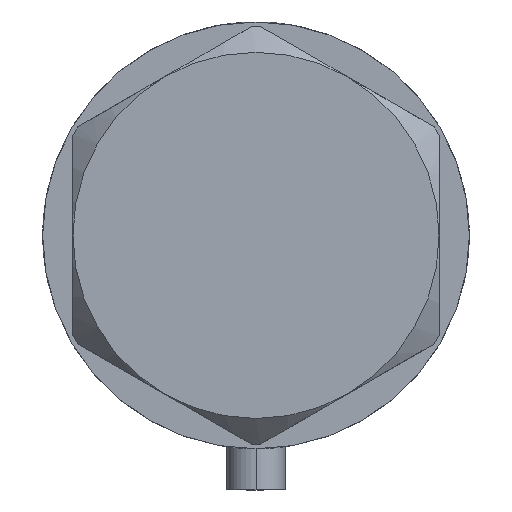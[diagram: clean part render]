
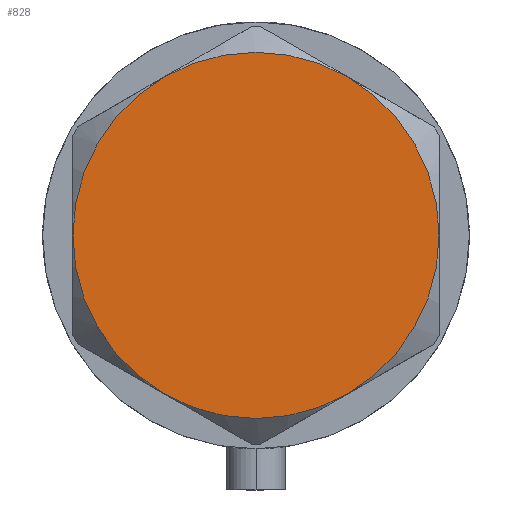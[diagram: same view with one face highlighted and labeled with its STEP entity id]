
A CAD part, left-side view. The second image highlights one B-rep face of the part: STEP entity #828.
In plain terms, the highlighted face is planar.
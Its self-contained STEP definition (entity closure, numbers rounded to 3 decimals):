
#163 = CARTESIAN_POINT ( 'NONE',  ( 18.875, 32.692, 13. ) ) ;
#174 = CARTESIAN_POINT ( 'NONE',  ( 0., 0., 13. ) ) ;
#240 = DIRECTION ( 'NONE',  ( 0., 0., 1. ) ) ;
#286 = CIRCLE ( 'NONE', #1453, 37.75 ) ;
#394 = DIRECTION ( 'NONE',  ( 0., 0., 1. ) ) ;
#620 = DIRECTION ( 'NONE',  ( 0., 0., 1. ) ) ;
#693 = CARTESIAN_POINT ( 'NONE',  ( 37.75, 0., 13. ) ) ;
#776 = EDGE_CURVE ( 'NONE', #3032, #2678, #4254, .T. ) ;
#828 = ADVANCED_FACE ( 'NONE', ( #2667 ), #2014, .T. ) ;
#914 = CARTESIAN_POINT ( 'NONE',  ( -37.75, 0., 13. ) ) ;
#960 = CARTESIAN_POINT ( 'NONE',  ( 0., 0., 13. ) ) ;
#1015 = AXIS2_PLACEMENT_3D ( 'NONE', #3642, #394, #2527 ) ;
#1062 = ORIENTED_EDGE ( 'NONE', *, *, #3385, .T. ) ;
#1107 = CARTESIAN_POINT ( 'NONE',  ( 0., 0., 13. ) ) ;
#1242 = DIRECTION ( 'NONE',  ( 1., 0., 0. ) ) ;
#1453 = AXIS2_PLACEMENT_3D ( 'NONE', #960, #240, #2347 ) ;
#1474 = CARTESIAN_POINT ( 'NONE',  ( 0., 0., 13. ) ) ;
#1523 = ORIENTED_EDGE ( 'NONE', *, *, #2058, .T. ) ;
#1537 = VERTEX_POINT ( 'NONE', #914 ) ;
#1587 = AXIS2_PLACEMENT_3D ( 'NONE', #2357, #2002, #1242 ) ;
#1603 = VERTEX_POINT ( 'NONE', #4003 ) ;
#1811 = DIRECTION ( 'NONE',  ( 0., 0., 1. ) ) ;
#1885 = CIRCLE ( 'NONE', #4122, 37.75 ) ;
#1981 = AXIS2_PLACEMENT_3D ( 'NONE', #1107, #1811, #3579 ) ;
#2002 = DIRECTION ( 'NONE',  ( 0., 0., 1. ) ) ;
#2014 = PLANE ( 'NONE',  #3284 ) ;
#2058 = EDGE_CURVE ( 'NONE', #2678, #4064, #2416, .T. ) ;
#2098 = AXIS2_PLACEMENT_3D ( 'NONE', #1474, #2894, #3276 ) ;
#2166 = EDGE_CURVE ( 'NONE', #4064, #2260, #3748, .T. ) ;
#2260 = VERTEX_POINT ( 'NONE', #2403 ) ;
#2294 = DIRECTION ( 'NONE',  ( 1., 0., 0. ) ) ;
#2328 = ORIENTED_EDGE ( 'NONE', *, *, #4459, .T. ) ;
#2347 = DIRECTION ( 'NONE',  ( 1., 0., 0. ) ) ;
#2357 = CARTESIAN_POINT ( 'NONE',  ( 0., 0., 13. ) ) ;
#2398 = DIRECTION ( 'NONE',  ( 1., 0., 0. ) ) ;
#2403 = CARTESIAN_POINT ( 'NONE',  ( -18.875, 32.692, 13. ) ) ;
#2416 = CIRCLE ( 'NONE', #1015, 37.75 ) ;
#2527 = DIRECTION ( 'NONE',  ( 1., 0., 0. ) ) ;
#2667 = FACE_OUTER_BOUND ( 'NONE', #3937, .T. ) ;
#2678 = VERTEX_POINT ( 'NONE', #693 ) ;
#2740 = CARTESIAN_POINT ( 'NONE',  ( 18.875, -32.692, 13. ) ) ;
#2757 = ORIENTED_EDGE ( 'NONE', *, *, #3555, .T. ) ;
#2861 = CIRCLE ( 'NONE', #1981, 37.75 ) ;
#2894 = DIRECTION ( 'NONE',  ( 0., 0., 1. ) ) ;
#3032 = VERTEX_POINT ( 'NONE', #2740 ) ;
#3276 = DIRECTION ( 'NONE',  ( 1., 0., 0. ) ) ;
#3284 = AXIS2_PLACEMENT_3D ( 'NONE', #4475, #620, #2398 ) ;
#3385 = EDGE_CURVE ( 'NONE', #1603, #3032, #1885, .T. ) ;
#3510 = ORIENTED_EDGE ( 'NONE', *, *, #776, .T. ) ;
#3555 = EDGE_CURVE ( 'NONE', #2260, #1537, #286, .T. ) ;
#3579 = DIRECTION ( 'NONE',  ( 1., 0., 0. ) ) ;
#3642 = CARTESIAN_POINT ( 'NONE',  ( 0., 0., 13. ) ) ;
#3748 = CIRCLE ( 'NONE', #1587, 37.75 ) ;
#3937 = EDGE_LOOP ( 'NONE', ( #3510, #1523, #4402, #2757, #2328, #1062 ) ) ;
#4003 = CARTESIAN_POINT ( 'NONE',  ( -18.875, -32.692, 13. ) ) ;
#4064 = VERTEX_POINT ( 'NONE', #163 ) ;
#4122 = AXIS2_PLACEMENT_3D ( 'NONE', #174, #4357, #2294 ) ;
#4254 = CIRCLE ( 'NONE', #2098, 37.75 ) ;
#4357 = DIRECTION ( 'NONE',  ( 0., 0., 1. ) ) ;
#4402 = ORIENTED_EDGE ( 'NONE', *, *, #2166, .T. ) ;
#4459 = EDGE_CURVE ( 'NONE', #1537, #1603, #2861, .T. ) ;
#4475 = CARTESIAN_POINT ( 'NONE',  ( 0., 0., 13. ) ) ;
